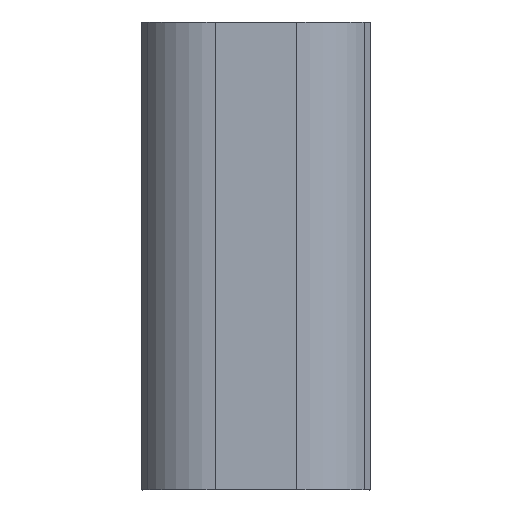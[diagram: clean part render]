
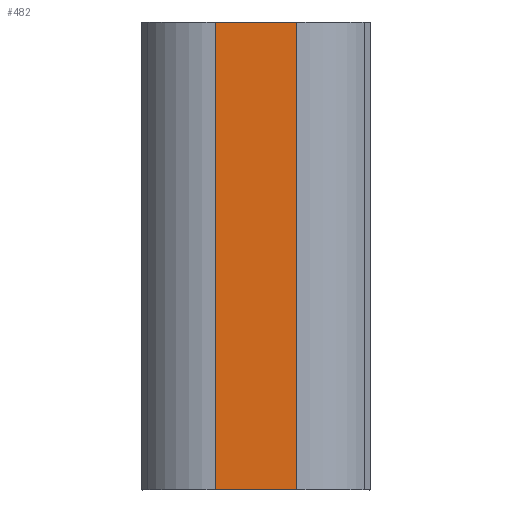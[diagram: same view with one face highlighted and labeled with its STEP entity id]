
A CAD part, top view. The second image highlights one B-rep face of the part: STEP entity #482.
In plain terms, the highlighted planar face has unit normal (0, 0, 1).
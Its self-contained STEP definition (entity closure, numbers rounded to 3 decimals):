
#52=PLANE('',#537);
#80=FACE_OUTER_BOUND('',#109,.T.);
#109=EDGE_LOOP('',(#428,#429,#430,#431));
#134=LINE('',#739,#172);
#141=LINE('',#891,#179);
#146=LINE('',#935,#184);
#148=LINE('',#990,#186);
#172=VECTOR('',#622,10.);
#179=VECTOR('',#637,10.);
#184=VECTOR('',#646,10.);
#186=VECTOR('',#652,10.);
#228=VERTEX_POINT('',#733);
#230=VERTEX_POINT('',#737);
#240=VERTEX_POINT('',#888);
#241=VERTEX_POINT('',#890);
#284=EDGE_CURVE('',#228,#230,#134,.T.);
#298=EDGE_CURVE('',#240,#241,#141,.T.);
#306=EDGE_CURVE('',#240,#228,#146,.T.);
#311=EDGE_CURVE('',#241,#230,#148,.T.);
#428=ORIENTED_EDGE('',*,*,#298,.F.);
#429=ORIENTED_EDGE('',*,*,#306,.T.);
#430=ORIENTED_EDGE('',*,*,#284,.T.);
#431=ORIENTED_EDGE('',*,*,#311,.F.);
#482=ADVANCED_FACE('',(#80),#52,.T.);
#537=AXIS2_PLACEMENT_3D('',#1045,#656,#657);
#622=DIRECTION('',(0.,-1.,0.));
#637=DIRECTION('',(0.,-1.,0.));
#646=DIRECTION('',(-1.,0.,0.));
#652=DIRECTION('',(-1.,0.,0.));
#656=DIRECTION('center_axis',(0.,0.,1.));
#657=DIRECTION('ref_axis',(1.,0.,0.));
#733=CARTESIAN_POINT('',(-3.647,21.,3.));
#737=CARTESIAN_POINT('',(-3.647,-21.,3.));
#739=CARTESIAN_POINT('',(-3.647,0.,3.));
#888=CARTESIAN_POINT('',(3.647,21.,3.));
#890=CARTESIAN_POINT('',(3.647,-21.,3.));
#891=CARTESIAN_POINT('',(3.647,0.,3.));
#935=CARTESIAN_POINT('',(0.,21.,3.));
#990=CARTESIAN_POINT('',(0.,-21.,3.));
#1045=CARTESIAN_POINT('Origin',(0.,0.,3.));
